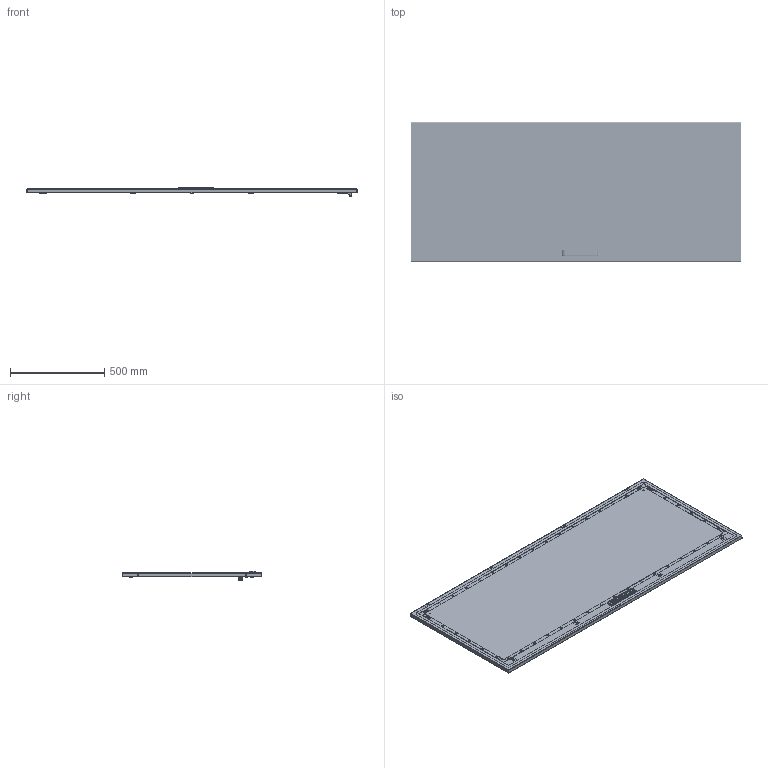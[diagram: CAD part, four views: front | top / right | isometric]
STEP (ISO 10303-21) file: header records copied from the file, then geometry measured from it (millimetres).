
FILE_DESCRIPTION (( 'STEP AP203' ), '1' );
FILE_NAME ('1800x800.step', '2011-02-16T12:07:43', ( 'User' ), ( 'DKC' ), 'SwSTEP 2.0', 'SolidWorks 2010', '' );
FILE_SCHEMA (( 'CONFIG_CONTROL_DESIGN' ));
Length unit declared in the file: millimetre
Products named in the file (33): land; Traversa orizzontale interno porta laterale_800; Wood screw 4.2x13_Tapping screw DIN 7049-ST4.2x13-F-H-S; Sostegno autoallineante per porta AC00C446; AC00C184 dado telaio interno porta_Default; Çåðêàëüíî îòðàçèòüboccola AC00C378; ribattino AC00C377; Montante verticale + Traversa orizzontale interno porta_Montante verticale 1800; RAMBLOCK montata modificated_Default; maniglia RAM BLOCK modificated_AC00C505; sealant for sviluppo porta laterale_1800x800; AC00C400 Quadro IP55 Guida aste_Default; 1800x800; Sviluppo porta laterale_1800x800; inserto chiave per maniglia RAM BLOCK_AC00C389; basetta esterna_AC00C506; Sealing ring; Ingranaggio per cariglione modificated_AC00C388; ASTINA Inferiore_1800; ASTINA Superiore_1800; hinge AC00C170_Default; distanziale di gomma per RAM BLOCK_Default; Çåðêàëüíî îòðàçèòüterminator for door.SLDPRT; Çåðêàëüíî îòðàçèòüterminator for door.SLDPRT1; boccola AC00C378; linguetta_AC00C387; Nut M6_Hexagon Nut ISO - 4034 - M6 - S; end-cap_AC00C061; AC00C254_Default; Hex Flange Bolt M6x10_ISO 4162 - M6 x 12 x 12-S; AC00C183_Default; terminator for door.SLDPRT; Çåðêàëüíî îòðàçèòüribattino AC00C377
Assembly tree (74 placements, depth 3):
  1800x800
    Traversa orizzontale interno porta laterale_800  x2
    terminator for door.SLDPRT  x2
      ribattino AC00C377
      boccola AC00C378
    AC00C184 dado telaio interno porta_Default  x6
    distanziale di gomma per RAM BLOCK_Default  x2
    AC00C254_Default  x4
    land  x12
    Wood screw 4.2x13_Tapping screw DIN 7049-ST4.2x13-F-H-S  x5
    AC00C400 Quadro IP55 Guida aste_Default  x4
    linguetta_AC00C387
    hinge AC00C170_Default  x4
    Sviluppo porta laterale_1800x800
    AC00C183_Default  x4
    Montante verticale + Traversa orizzontale interno porta_Montante verticale 1800  x2
    Sostegno autoallineante per porta AC00C446
    ASTINA Inferiore_1800
    Çåðêàëüíî îòðàçèòüterminator for door.SLDPRT
      Çåðêàëüíî îòðàçèòüboccola AC00C378
      Çåðêàëüíî îòðàçèòüribattino AC00C377
    end-cap_AC00C061  x2
    Hex Flange Bolt M6x10_ISO 4162 - M6 x 12 x 12-S
    sealant for sviluppo porta laterale_1800x800
    Nut M6_Hexagon Nut ISO - 4034 - M6 - S  x4
    ASTINA Superiore_1800
    Çåðêàëüíî îòðàçèòüterminator for door.SLDPRT1
      Çåðêàëüíî îòðàçèòüribattino AC00C377
      Çåðêàëüíî îòðàçèòüboccola AC00C378
    RAMBLOCK montata modificated_Default
      Sealing ring
      basetta esterna_AC00C506
      maniglia RAM BLOCK modificated_AC00C505
      Ingranaggio per cariglione modificated_AC00C388
      inserto chiave per maniglia RAM BLOCK_AC00C389
Bounding box: 1752 x 740 x 52.66 mm (x, y, z)
Volume: 3825292.3 mm3; surface area: 3816515 mm2
Topology: 83 solids, 83 shells, 8309 faces, 23036 edges, 14998 vertices
Faces by surface type: bspline 3431, cylinder 2182, plane 2161, cone 469, torus 48, sphere 18
Entity records: 86819 total; most frequent: CARTESIAN_POINT 30679, ORIENTED_EDGE 11364, DIRECTION 9915, EDGE_CURVE 5682, VERTEX_POINT 3648, AXIS2_PLACEMENT_3D 3508, VECTOR 2899, LINE 2899
